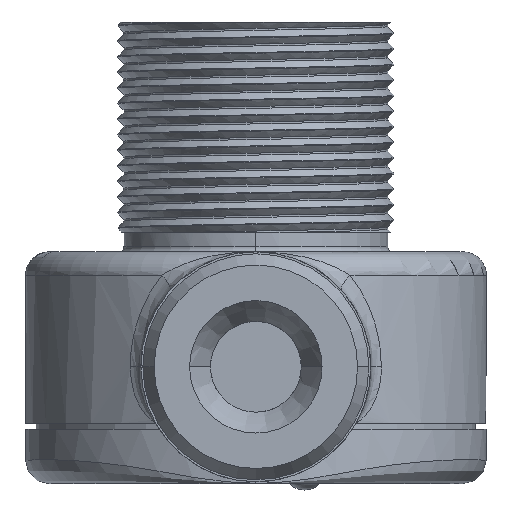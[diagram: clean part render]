
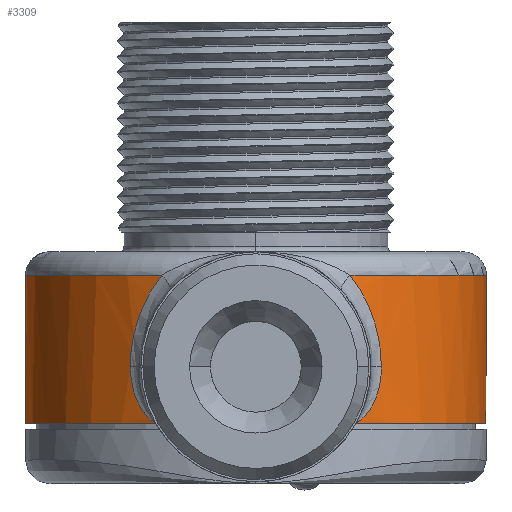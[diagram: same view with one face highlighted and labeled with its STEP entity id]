
A CAD part, front view. The second image highlights one B-rep face of the part: STEP entity #3309.
In plain terms, the highlighted cylindrical face has radius 15.037 mm (diameter 30.074 mm), a partial arc.
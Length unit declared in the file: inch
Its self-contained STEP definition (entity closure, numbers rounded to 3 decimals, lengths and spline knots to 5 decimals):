
#12=CARTESIAN_POINT('',(0.,0.235,0.));
#13=DIRECTION('',(0.,1.,0.));
#14=DIRECTION('',(1.,0.,0.));
#15=AXIS2_PLACEMENT_3D('',#12,#13,#14);
#22=CARTESIAN_POINT('',(0.,-0.145,0.));
#23=DIRECTION('',(0.,-1.,0.));
#24=DIRECTION('',(-0.434,0.,0.901));
#25=AXIS2_PLACEMENT_3D('',#22,#23,#24);
#2925=CARTESIAN_POINT('',(-0.32233,0.,0.49655));
#2926=CARTESIAN_POINT('',(-0.32233,-0.01131,
0.49655));
#2927=CARTESIAN_POINT('',(-0.32081,-0.03329,
0.49755));
#2928=CARTESIAN_POINT('',(-0.31403,-0.06521,
0.50188));
#2929=CARTESIAN_POINT('',(-0.3032,-0.09339,
0.50853));
#2930=CARTESIAN_POINT('',(-0.28925,-0.11659,
0.51662));
#2931=CARTESIAN_POINT('',(-0.27323,-0.134,
0.52528));
#2932=CARTESIAN_POINT('',(-0.26244,-0.14195,
0.53069));
#2933=CARTESIAN_POINT('',(-0.2569,-0.145,0.53335));
#2935=CARTESIAN_POINT('',(-0.2416,0.235,0.54046));
#2936=CARTESIAN_POINT('',(-0.25282,0.221,
0.53544));
#2937=CARTESIAN_POINT('',(-0.27272,0.19183,
0.52572));
#2938=CARTESIAN_POINT('',(-0.29601,0.14386,
0.51284));
#2939=CARTESIAN_POINT('',(-0.31187,0.09446,
0.50325));
#2940=CARTESIAN_POINT('',(-0.32066,0.04546,
0.49765));
#2941=CARTESIAN_POINT('',(-0.32233,0.01491,
0.49655));
#2942=CARTESIAN_POINT('',(-0.32233,0.,0.49655));
#2989=CARTESIAN_POINT('',(0.32233,0.,0.49655));
#2990=CARTESIAN_POINT('',(0.32233,0.01491,
0.49655));
#2991=CARTESIAN_POINT('',(0.32066,0.04546,
0.49765));
#2992=CARTESIAN_POINT('',(0.31187,0.09445,
0.50325));
#2993=CARTESIAN_POINT('',(0.29602,0.14386,
0.51284));
#2994=CARTESIAN_POINT('',(0.27272,0.19183,
0.52572));
#2995=CARTESIAN_POINT('',(0.25282,0.221,
0.53544));
#2996=CARTESIAN_POINT('',(0.2416,0.235,0.54046));
#3027=CARTESIAN_POINT('',(0.2569,-0.145,0.53335));
#3028=CARTESIAN_POINT('',(0.26244,-0.14195,
0.53069));
#3029=CARTESIAN_POINT('',(0.27323,-0.134,
0.52528));
#3030=CARTESIAN_POINT('',(0.28925,-0.11659,
0.51662));
#3031=CARTESIAN_POINT('',(0.3032,-0.09338,
0.50853));
#3032=CARTESIAN_POINT('',(0.31403,-0.06521,
0.50188));
#3033=CARTESIAN_POINT('',(0.32081,-0.03329,
0.49755));
#3034=CARTESIAN_POINT('',(0.32233,-0.01131,
0.49655));
#3035=CARTESIAN_POINT('',(0.32233,0.,0.49655));
#3046=CARTESIAN_POINT('',(0.2416,0.235,0.54046));
#3069=CARTESIAN_POINT('',(0.,0.235,0.));
#3070=DIRECTION('',(0.,1.,0.));
#3071=DIRECTION('',(0.408,0.,0.913));
#3072=AXIS2_PLACEMENT_3D('',#3069,#3070,#3071);
#3082=CARTESIAN_POINT('',(0.592,0.235,0.));
#3083=VERTEX_POINT('',#3082);
#3084=VERTEX_POINT('',#3046);
#3086=VERTEX_POINT('',#2989);
#3088=VERTEX_POINT('',#3027);
#3089=VERTEX_POINT('',#2925);
#3090=VERTEX_POINT('',#2933);
#3091=VERTEX_POINT('',#2935);
#3289=CARTESIAN_POINT('',(0.,-0.295,0.));
#3290=DIRECTION('',(0.,1.,0.));
#3291=DIRECTION('',(1.,0.,0.));
#3292=AXIS2_PLACEMENT_3D('',#3289,#3290,#3291);
#3293=CYLINDRICAL_SURFACE('',#3292,0.592);
#3295=ORIENTED_EDGE('',*,*,#3294,.T.);
#3297=ORIENTED_EDGE('',*,*,#3296,.T.);
#3299=ORIENTED_EDGE('',*,*,#3298,.T.);
#3301=ORIENTED_EDGE('',*,*,#3300,.T.);
#3302=ORIENTED_EDGE('',*,*,#3279,.T.);
#3304=ORIENTED_EDGE('',*,*,#3303,.T.);
#3306=ORIENTED_EDGE('',*,*,#3305,.T.);
#3307=EDGE_LOOP('',(#3295,#3297,#3299,#3301,#3302,#3304,#3306));
#3308=FACE_OUTER_BOUND('',#3307,.F.);
#3309=ADVANCED_FACE('',(#3308),#3293,.T.);
#16=CIRCLE('',#15,0.592);
#26=CIRCLE('',#25,0.592);
#2934=B_SPLINE_CURVE_WITH_KNOTS('',3,(#2925,#2926,#2927,#2928,#2929,#2930,#2931,
#2932,#2933),.UNSPECIFIED.,.F.,.F.,(4,1,1,1,1,1,4),(0.,0.16667,
0.33333,0.5,0.66667,0.83333,1.),
.UNSPECIFIED.);
#2943=B_SPLINE_CURVE_WITH_KNOTS('',3,(#2935,#2936,#2937,#2938,#2939,#2940,#2941,
#2942),.UNSPECIFIED.,.F.,.F.,(4,1,1,1,1,4),(0.,0.2,0.4,0.6,0.8,1.),
.UNSPECIFIED.);
#2997=B_SPLINE_CURVE_WITH_KNOTS('',3,(#2989,#2990,#2991,#2992,#2993,#2994,#2995,
#2996),.UNSPECIFIED.,.F.,.F.,(4,1,1,1,1,4),(0.,0.2,0.4,0.6,0.8,1.),
.UNSPECIFIED.);
#3036=B_SPLINE_CURVE_WITH_KNOTS('',3,(#3027,#3028,#3029,#3030,#3031,#3032,#3033,
#3034,#3035),.UNSPECIFIED.,.F.,.F.,(4,1,1,1,1,1,4),(0.,0.16667,
0.33333,0.5,0.66667,0.83333,1.),
.UNSPECIFIED.);
#3073=CIRCLE('',#3072,0.592);
#3279=EDGE_CURVE('',#3083,#3091,#16,.T.);
#3294=EDGE_CURVE('',#3090,#3088,#26,.T.);
#3296=EDGE_CURVE('',#3088,#3086,#3036,.T.);
#3298=EDGE_CURVE('',#3086,#3084,#2997,.T.);
#3300=EDGE_CURVE('',#3084,#3083,#3073,.T.);
#3303=EDGE_CURVE('',#3091,#3089,#2943,.T.);
#3305=EDGE_CURVE('',#3089,#3090,#2934,.T.);
